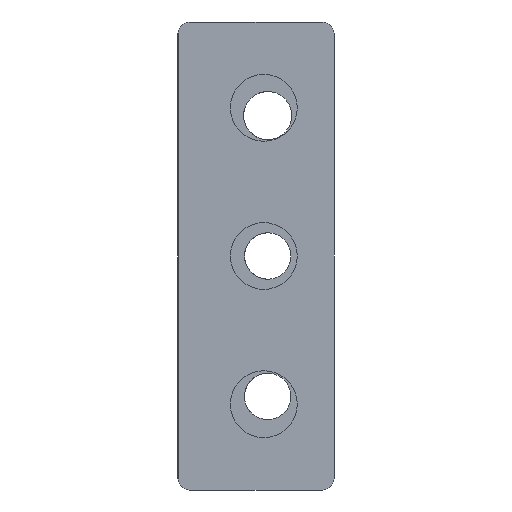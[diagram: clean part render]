
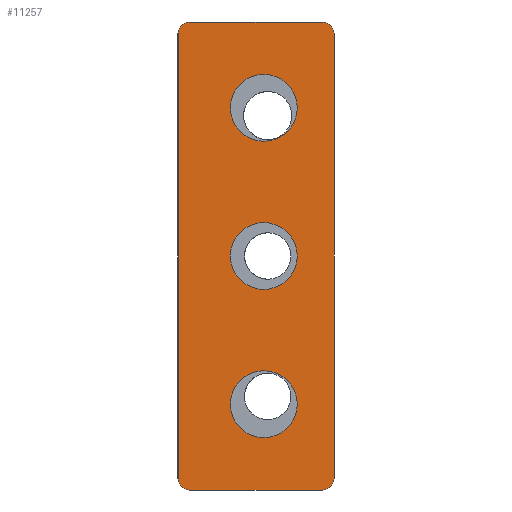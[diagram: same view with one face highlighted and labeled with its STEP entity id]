
A CAD part, left-side view. The second image highlights one B-rep face of the part: STEP entity #11257.
In plain terms, the highlighted planar face has unit normal (-1, 0, 0).
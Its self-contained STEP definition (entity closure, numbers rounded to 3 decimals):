
#5355=CARTESIAN_POINT('',(-36.0,14.717,-1.0));
#5356=VERTEX_POINT('',#5355);
#5372=CARTESIAN_POINT('',(-36.0,23.283,-1.));
#5373=VERTEX_POINT('',#5372);
#5380=CARTESIAN_POINT('',(-36.0,19.,-1.0));
#5381=DIRECTION('',(1.0,0.0,0.0));
#5382=DIRECTION('',(0.0,-1.0,0.0));
#5383=AXIS2_PLACEMENT_3D('',#5380,#5381,#5382);
#5384=CIRCLE('',#5383,4.283);
#5385=EDGE_CURVE('',#5356,#5373,#5384,.T.);
#5397=CARTESIAN_POINT('',(-36.0,-23.283,-1.0));
#5398=VERTEX_POINT('',#5397);
#5414=CARTESIAN_POINT('',(-36.0,-14.717,-1.));
#5415=VERTEX_POINT('',#5414);
#5422=CARTESIAN_POINT('',(-36.0,-19.,-1.0));
#5423=DIRECTION('',(1.0,0.0,0.0));
#5424=DIRECTION('',(0.0,-1.0,0.0));
#5425=AXIS2_PLACEMENT_3D('',#5422,#5423,#5424);
#5426=CIRCLE('',#5425,4.283);
#5427=EDGE_CURVE('',#5398,#5415,#5426,.T.);
#5439=CARTESIAN_POINT('',(-36.0,-4.283,-1.0));
#5440=VERTEX_POINT('',#5439);
#5456=CARTESIAN_POINT('',(-36.0,4.283,-1.));
#5457=VERTEX_POINT('',#5456);
#5464=CARTESIAN_POINT('',(-36.0,0.,-1.0));
#5465=DIRECTION('',(1.0,0.0,0.0));
#5466=DIRECTION('',(0.0,-1.0,0.0));
#5467=AXIS2_PLACEMENT_3D('',#5464,#5465,#5466);
#5468=CIRCLE('',#5467,4.283);
#5469=EDGE_CURVE('',#5440,#5457,#5468,.T.);
#5479=CARTESIAN_POINT('',(-36.0,-29.561,-9.561));
#5480=VERTEX_POINT('',#5479);
#5489=CARTESIAN_POINT('',(-36.0,-28.5,-10.0));
#5490=VERTEX_POINT('',#5489);
#5491=CARTESIAN_POINT('',(-36.0,-28.5,-8.5));
#5492=DIRECTION('',(1.,0.0,0.0));
#5493=DIRECTION('',(0.0,-0.707,-0.707));
#5494=AXIS2_PLACEMENT_3D('',#5491,#5492,#5493);
#5495=CIRCLE('',#5494,1.5);
#5496=EDGE_CURVE('',#5480,#5490,#5495,.T.);
#5523=CARTESIAN_POINT('',(-36.0,-29.561,9.561));
#5524=VERTEX_POINT('',#5523);
#5540=CARTESIAN_POINT('',(-36.0,-28.5,10.0));
#5541=VERTEX_POINT('',#5540);
#5548=CARTESIAN_POINT('',(-36.0,-28.5,8.5));
#5549=DIRECTION('',(1.,0.0,0.0));
#5550=DIRECTION('',(0.0,-0.707,0.707));
#5551=AXIS2_PLACEMENT_3D('',#5548,#5549,#5550);
#5552=CIRCLE('',#5551,1.5);
#5553=EDGE_CURVE('',#5541,#5524,#5552,.T.);
#5563=CARTESIAN_POINT('',(-36.0,29.561,9.561));
#5564=VERTEX_POINT('',#5563);
#5573=CARTESIAN_POINT('',(-36.0,28.5,10.0));
#5574=VERTEX_POINT('',#5573);
#5575=CARTESIAN_POINT('',(-36.0,28.5,8.5));
#5576=DIRECTION('',(1.,0.0,0.0));
#5577=DIRECTION('',(0.0,0.707,0.707));
#5578=AXIS2_PLACEMENT_3D('',#5575,#5576,#5577);
#5579=CIRCLE('',#5578,1.5);
#5580=EDGE_CURVE('',#5564,#5574,#5579,.T.);
#5607=CARTESIAN_POINT('',(-36.0,29.561,-9.561));
#5608=VERTEX_POINT('',#5607);
#5624=CARTESIAN_POINT('',(-36.0,28.5,-10.0));
#5625=VERTEX_POINT('',#5624);
#5632=CARTESIAN_POINT('',(-36.0,28.5,-8.5));
#5633=DIRECTION('',(1.,0.0,0.0));
#5634=DIRECTION('',(0.0,0.707,-0.707));
#5635=AXIS2_PLACEMENT_3D('',#5632,#5633,#5634);
#5636=CIRCLE('',#5635,1.5);
#5637=EDGE_CURVE('',#5625,#5608,#5636,.T.);
#5648=CARTESIAN_POINT('',(-36.0,30.0,-8.5));
#5649=VERTEX_POINT('',#5648);
#5650=CARTESIAN_POINT('',(-36.0,28.5,-8.5));
#5651=DIRECTION('',(1.,0.0,0.0));
#5652=DIRECTION('',(0.0,0.707,-0.707));
#5653=AXIS2_PLACEMENT_3D('',#5650,#5651,#5652);
#5654=CIRCLE('',#5653,1.5);
#5655=EDGE_CURVE('',#5608,#5649,#5654,.T.);
#5775=CARTESIAN_POINT('',(-36.0,30.0,8.5));
#5776=VERTEX_POINT('',#5775);
#5777=CARTESIAN_POINT('',(-36.0,30.0,-8.5));
#5778=DIRECTION('',(0.0,0.0,1.0));
#5779=VECTOR('',#5778,17.0);
#5780=LINE('',#5777,#5779);
#5781=EDGE_CURVE('',#5649,#5776,#5780,.T.);
#5801=CARTESIAN_POINT('',(-36.0,28.5,8.5));
#5802=DIRECTION('',(1.,0.0,0.0));
#5803=DIRECTION('',(0.0,0.707,0.707));
#5804=AXIS2_PLACEMENT_3D('',#5801,#5802,#5803);
#5805=CIRCLE('',#5804,1.5);
#5806=EDGE_CURVE('',#5776,#5564,#5805,.T.);
#5817=CARTESIAN_POINT('',(-36.0,-30.0,8.5));
#5818=VERTEX_POINT('',#5817);
#5819=CARTESIAN_POINT('',(-36.0,-28.5,8.5));
#5820=DIRECTION('',(1.,0.0,0.0));
#5821=DIRECTION('',(0.0,-0.707,0.707));
#5822=AXIS2_PLACEMENT_3D('',#5819,#5820,#5821);
#5823=CIRCLE('',#5822,1.5);
#5824=EDGE_CURVE('',#5524,#5818,#5823,.T.);
#5842=CARTESIAN_POINT('',(-36.0,-30.0,-8.5));
#5843=VERTEX_POINT('',#5842);
#5844=CARTESIAN_POINT('',(-36.0,-30.0,-8.5));
#5845=DIRECTION('',(0.0,0.0,1.0));
#5846=VECTOR('',#5845,17.0);
#5847=LINE('',#5844,#5846);
#5848=EDGE_CURVE('',#5843,#5818,#5847,.T.);
#5868=CARTESIAN_POINT('',(-36.0,-28.5,-8.5));
#5869=DIRECTION('',(1.,0.0,0.0));
#5870=DIRECTION('',(0.0,-0.707,-0.707));
#5871=AXIS2_PLACEMENT_3D('',#5868,#5869,#5870);
#5872=CIRCLE('',#5871,1.5);
#5873=EDGE_CURVE('',#5843,#5480,#5872,.T.);
#5884=CARTESIAN_POINT('',(-36.0,0.,-1.0));
#5885=DIRECTION('',(1.0,0.0,0.0));
#5886=DIRECTION('',(0.0,-1.0,0.0));
#5887=AXIS2_PLACEMENT_3D('',#5884,#5885,#5886);
#5888=CIRCLE('',#5887,4.283);
#5889=EDGE_CURVE('',#5457,#5440,#5888,.T.);
#5928=CARTESIAN_POINT('',(-36.0,-19.,-1.0));
#5929=DIRECTION('',(1.0,0.0,0.0));
#5930=DIRECTION('',(0.0,-1.0,0.0));
#5931=AXIS2_PLACEMENT_3D('',#5928,#5929,#5930);
#5932=CIRCLE('',#5931,4.283);
#5933=EDGE_CURVE('',#5415,#5398,#5932,.T.);
#5972=CARTESIAN_POINT('',(-36.0,19.,-1.0));
#5973=DIRECTION('',(1.0,0.0,0.0));
#5974=DIRECTION('',(0.0,-1.0,0.0));
#5975=AXIS2_PLACEMENT_3D('',#5972,#5973,#5974);
#5976=CIRCLE('',#5975,4.283);
#5977=EDGE_CURVE('',#5373,#5356,#5976,.T.);
#11216=CARTESIAN_POINT('',(-36.0,-30.0,-10.0));
#11217=DIRECTION('',(-1.0,0.0,0.0));
#11218=DIRECTION('',(0.0,0.0,1.0));
#11219=AXIS2_PLACEMENT_3D('',#11216,#11217,#11218);
#11220=PLANE('',#11219);
#11221=ORIENTED_EDGE('',*,*,#5637,.F.);
#11222=CARTESIAN_POINT('',(-36.0,28.5,-10.0));
#11223=DIRECTION('',(0.0,-1.0,0.0));
#11224=VECTOR('',#11223,57.);
#11225=LINE('',#11222,#11224);
#11226=EDGE_CURVE('',#5625,#5490,#11225,.T.);
#11227=ORIENTED_EDGE('',*,*,#11226,.T.);
#11228=ORIENTED_EDGE('',*,*,#5496,.F.);
#11229=ORIENTED_EDGE('',*,*,#5873,.F.);
#11230=ORIENTED_EDGE('',*,*,#5848,.T.);
#11231=ORIENTED_EDGE('',*,*,#5824,.F.);
#11232=ORIENTED_EDGE('',*,*,#5553,.F.);
#11233=CARTESIAN_POINT('',(-36.0,-28.5,10.0));
#11234=DIRECTION('',(0.0,1.0,0.0));
#11235=VECTOR('',#11234,57.);
#11236=LINE('',#11233,#11235);
#11237=EDGE_CURVE('',#5541,#5574,#11236,.T.);
#11238=ORIENTED_EDGE('',*,*,#11237,.T.);
#11239=ORIENTED_EDGE('',*,*,#5580,.F.);
#11240=ORIENTED_EDGE('',*,*,#5806,.F.);
#11241=ORIENTED_EDGE('',*,*,#5781,.F.);
#11242=ORIENTED_EDGE('',*,*,#5655,.F.);
#11243=EDGE_LOOP('',(#11221,#11227,#11228,#11229,#11230,#11231,#11232,#11238,#11239,#11240,#11241,#11242));
#11244=FACE_OUTER_BOUND('',#11243,.T.);
#11245=ORIENTED_EDGE('',*,*,#5469,.T.);
#11246=ORIENTED_EDGE('',*,*,#5889,.T.);
#11247=EDGE_LOOP('',(#11245,#11246));
#11248=FACE_BOUND('',#11247,.T.);
#11249=ORIENTED_EDGE('',*,*,#5427,.T.);
#11250=ORIENTED_EDGE('',*,*,#5933,.T.);
#11251=EDGE_LOOP('',(#11249,#11250));
#11252=FACE_BOUND('',#11251,.T.);
#11253=ORIENTED_EDGE('',*,*,#5385,.T.);
#11254=ORIENTED_EDGE('',*,*,#5977,.T.);
#11255=EDGE_LOOP('',(#11253,#11254));
#11256=FACE_BOUND('',#11255,.T.);
#11257=ADVANCED_FACE('',(#11244,#11248,#11252,#11256),#11220,.T.);
